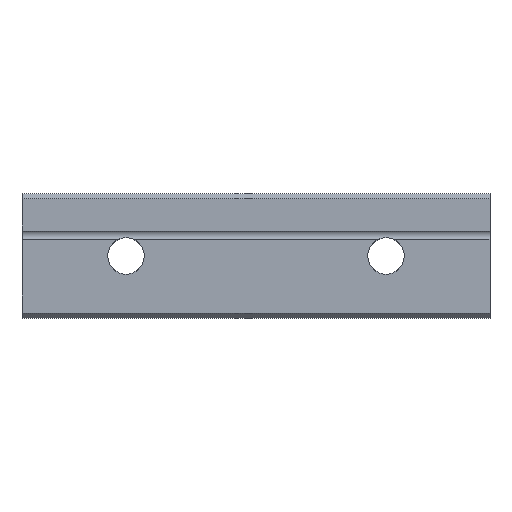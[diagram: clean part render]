
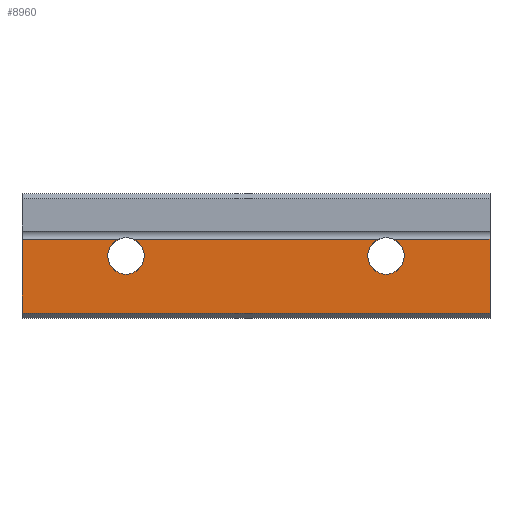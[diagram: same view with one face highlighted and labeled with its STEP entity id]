
A CAD part, front view. The second image highlights one B-rep face of the part: STEP entity #8960.
In plain terms, the highlighted planar face has unit normal (0, -1, 0).
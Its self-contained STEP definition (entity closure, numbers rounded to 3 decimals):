
#23 = CARTESIAN_POINT ( 'NONE',  ( -45., 0., 1.6 ) ) ;
#455 = CARTESIAN_POINT ( 'NONE',  ( -45., 0., 1.6 ) ) ;
#466 = CARTESIAN_POINT ( 'NONE',  ( -45., 0., -5.5 ) ) ;
#790 = VERTEX_POINT ( 'NONE', #12473 ) ;
#860 = DIRECTION ( 'NONE',  ( 0., 0., 1. ) ) ;
#955 = EDGE_CURVE ( 'NONE', #7757, #5456, #12533, .T. ) ;
#995 = DIRECTION ( 'NONE',  ( 0., -1., 0. ) ) ;
#1145 = ORIENTED_EDGE ( 'NONE', *, *, #7020, .T. ) ;
#1348 = VERTEX_POINT ( 'NONE', #4756 ) ;
#1764 = ORIENTED_EDGE ( 'NONE', *, *, #4699, .T. ) ;
#1817 = EDGE_CURVE ( 'NONE', #11151, #8229, #5734, .T. ) ;
#1946 = VECTOR ( 'NONE', #10967, 1000. ) ;
#1972 = VERTEX_POINT ( 'NONE', #2797 ) ;
#2015 = CIRCLE ( 'NONE', #5543, 1.75 ) ;
#2048 = DIRECTION ( 'NONE',  ( 0., 1., 0. ) ) ;
#2107 = DIRECTION ( 'NONE',  ( 1., 0., 0. ) ) ;
#2337 = FACE_OUTER_BOUND ( 'NONE', #4552, .T. ) ;
#2370 = CIRCLE ( 'NONE', #11208, 1.75 ) ;
#2549 = DIRECTION ( 'NONE',  ( 0., -1., 0. ) ) ;
#2797 = CARTESIAN_POINT ( 'NONE',  ( -35.709, 0., 1.6 ) ) ;
#3301 = VECTOR ( 'NONE', #6189, 1000. ) ;
#3558 = VERTEX_POINT ( 'NONE', #9881 ) ;
#3568 = EDGE_CURVE ( 'NONE', #790, #7757, #11286, .T. ) ;
#3573 = VECTOR ( 'NONE', #4933, 1000. ) ;
#3660 = LINE ( 'NONE', #7133, #3301 ) ;
#4150 = VERTEX_POINT ( 'NONE', #12247 ) ;
#4315 = CARTESIAN_POINT ( 'NONE',  ( -45., 0., 1.6 ) ) ;
#4414 = VECTOR ( 'NONE', #7145, 1000. ) ;
#4521 = ORIENTED_EDGE ( 'NONE', *, *, #1817, .F. ) ;
#4552 = EDGE_LOOP ( 'NONE', ( #5548, #10498, #10130, #15057, #9024, #6626, #1145, #1764, #4521, #15602 ) ) ;
#4699 = EDGE_CURVE ( 'NONE', #4150, #8229, #7826, .T. ) ;
#4705 = CARTESIAN_POINT ( 'NONE',  ( -45., 0., 1.6 ) ) ;
#4756 = CARTESIAN_POINT ( 'NONE',  ( 0., 0., 1.6 ) ) ;
#4879 = DIRECTION ( 'NONE',  ( 0., -1., 0. ) ) ;
#4933 = DIRECTION ( 'NONE',  ( 0., 0., -1. ) ) ;
#4961 = CARTESIAN_POINT ( 'NONE',  ( -35., 0., -1.75 ) ) ;
#5280 = DIRECTION ( 'NONE',  ( 0., 0., -1. ) ) ;
#5284 = EDGE_CURVE ( 'NONE', #1972, #8184, #2015, .T. ) ;
#5456 = VERTEX_POINT ( 'NONE', #9506 ) ;
#5543 = AXIS2_PLACEMENT_3D ( 'NONE', #12419, #2549, #11162 ) ;
#5548 = ORIENTED_EDGE ( 'NONE', *, *, #5284, .F. ) ;
#5734 = LINE ( 'NONE', #4315, #7845 ) ;
#6128 = CARTESIAN_POINT ( 'NONE',  ( 0., 0., 1.6 ) ) ;
#6170 = AXIS2_PLACEMENT_3D ( 'NONE', #4705, #995, #10643 ) ;
#6189 = DIRECTION ( 'NONE',  ( 1., 0., 0. ) ) ;
#6626 = ORIENTED_EDGE ( 'NONE', *, *, #10219, .F. ) ;
#6830 = CIRCLE ( 'NONE', #11376, 1.75 ) ;
#7020 = EDGE_CURVE ( 'NONE', #3558, #4150, #6830, .T. ) ;
#7133 = CARTESIAN_POINT ( 'NONE',  ( -45., 0., 1.6 ) ) ;
#7145 = DIRECTION ( 'NONE',  ( 1., 0., 0. ) ) ;
#7161 = PLANE ( 'NONE',  #6170 ) ;
#7336 = DIRECTION ( 'NONE',  ( 0., 0., -1. ) ) ;
#7559 = CARTESIAN_POINT ( 'NONE',  ( -10., 0., 0. ) ) ;
#7720 = DIRECTION ( 'NONE',  ( 0., 0., 1. ) ) ;
#7757 = VERTEX_POINT ( 'NONE', #466 ) ;
#7826 = CIRCLE ( 'NONE', #13107, 1.75 ) ;
#7845 = VECTOR ( 'NONE', #2107, 1000. ) ;
#8184 = VERTEX_POINT ( 'NONE', #4961 ) ;
#8229 = VERTEX_POINT ( 'NONE', #11279 ) ;
#8670 = CARTESIAN_POINT ( 'NONE',  ( -34.291, 0., 1.6 ) ) ;
#8759 = EDGE_CURVE ( 'NONE', #8184, #11151, #2370, .T. ) ;
#8960 = ADVANCED_FACE ( 'NONE', ( #2337 ), #7161, .T. ) ;
#9024 = ORIENTED_EDGE ( 'NONE', *, *, #15048, .F. ) ;
#9506 = CARTESIAN_POINT ( 'NONE',  ( 0., 0., -5.5 ) ) ;
#9881 = CARTESIAN_POINT ( 'NONE',  ( -9.291, 0., 1.6 ) ) ;
#10130 = ORIENTED_EDGE ( 'NONE', *, *, #3568, .T. ) ;
#10168 = DIRECTION ( 'NONE',  ( 0., 1., 0. ) ) ;
#10219 = EDGE_CURVE ( 'NONE', #3558, #1348, #11886, .T. ) ;
#10498 = ORIENTED_EDGE ( 'NONE', *, *, #13773, .F. ) ;
#10577 = CARTESIAN_POINT ( 'NONE',  ( -10., 0., 0. ) ) ;
#10643 = DIRECTION ( 'NONE',  ( 0., 0., -1. ) ) ;
#10967 = DIRECTION ( 'NONE',  ( 1., 0., 0. ) ) ;
#11151 = VERTEX_POINT ( 'NONE', #8670 ) ;
#11162 = DIRECTION ( 'NONE',  ( 0., 0., -1. ) ) ;
#11208 = AXIS2_PLACEMENT_3D ( 'NONE', #12075, #4879, #7336 ) ;
#11279 = CARTESIAN_POINT ( 'NONE',  ( -10.709, 0., 1.6 ) ) ;
#11286 = LINE ( 'NONE', #455, #11576 ) ;
#11376 = AXIS2_PLACEMENT_3D ( 'NONE', #10577, #2048, #860 ) ;
#11576 = VECTOR ( 'NONE', #5280, 1000. ) ;
#11886 = LINE ( 'NONE', #23, #4414 ) ;
#12075 = CARTESIAN_POINT ( 'NONE',  ( -35., 0., 0. ) ) ;
#12247 = CARTESIAN_POINT ( 'NONE',  ( -10., 0., -1.75 ) ) ;
#12419 = CARTESIAN_POINT ( 'NONE',  ( -35., 0., 0. ) ) ;
#12473 = CARTESIAN_POINT ( 'NONE',  ( -45., 0., 1.6 ) ) ;
#12533 = LINE ( 'NONE', #14771, #1946 ) ;
#13107 = AXIS2_PLACEMENT_3D ( 'NONE', #7559, #10168, #7720 ) ;
#13549 = LINE ( 'NONE', #6128, #3573 ) ;
#13773 = EDGE_CURVE ( 'NONE', #790, #1972, #3660, .T. ) ;
#14771 = CARTESIAN_POINT ( 'NONE',  ( -45., 0., -5.5 ) ) ;
#15048 = EDGE_CURVE ( 'NONE', #1348, #5456, #13549, .T. ) ;
#15057 = ORIENTED_EDGE ( 'NONE', *, *, #955, .T. ) ;
#15602 = ORIENTED_EDGE ( 'NONE', *, *, #8759, .F. ) ;
